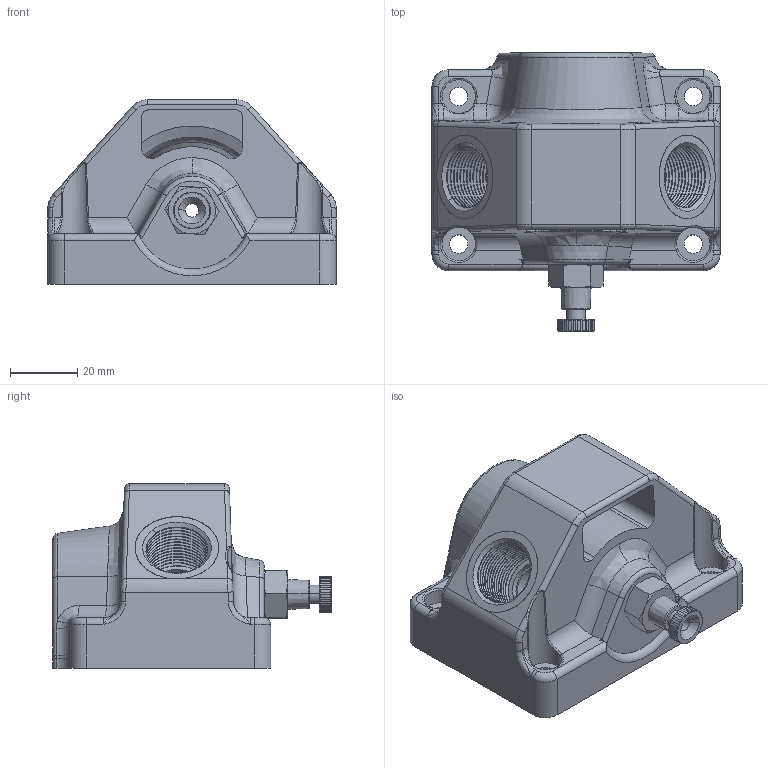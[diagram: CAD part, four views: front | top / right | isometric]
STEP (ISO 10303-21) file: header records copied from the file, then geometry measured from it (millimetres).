
FILE_DESCRIPTION (( 'STEP AP203' ), '1' );
FILE_NAME ('R241.034.002SC.STEP', '2016-10-21T08:55:54', ( 'Utente' ), ( '' ), 'SwSTEP 2.0', 'SolidWorks 2016', '' );
FILE_SCHEMA (( 'CONFIG_CONTROL_DESIGN' ));
Length unit declared in the file: millimetre
Products named in the file (1): R241.034.002SC
Bounding box: 86 x 83 x 55 mm (x, y, z)
Surface area: 37601.2 mm2 (no closed solid volume)
Topology: 0 solids, 46 shells, 578 faces, 1707 edges, 1085 vertices
Faces by surface type: cylinder 234, plane 109, cone 100, bspline 77, torus 55, sphere 3
Entity records: 22991 total; most frequent: CARTESIAN_POINT 8641, ORIENTED_EDGE 2923, DIRECTION 2900, EDGE_CURVE 1701, AXIS2_PLACEMENT_3D 1160, VERTEX_POINT 1085, CIRCLE 658, EDGE_LOOP 605
